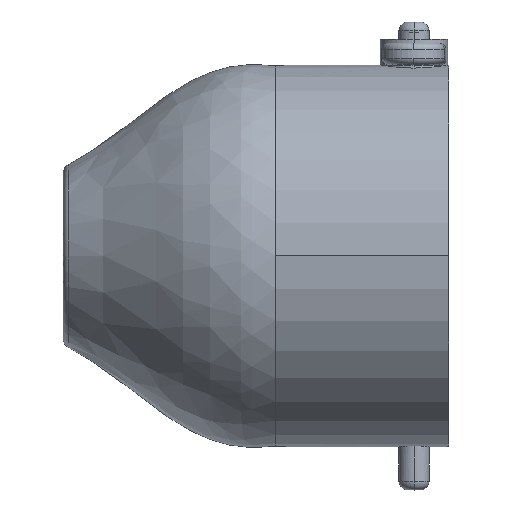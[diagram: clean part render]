
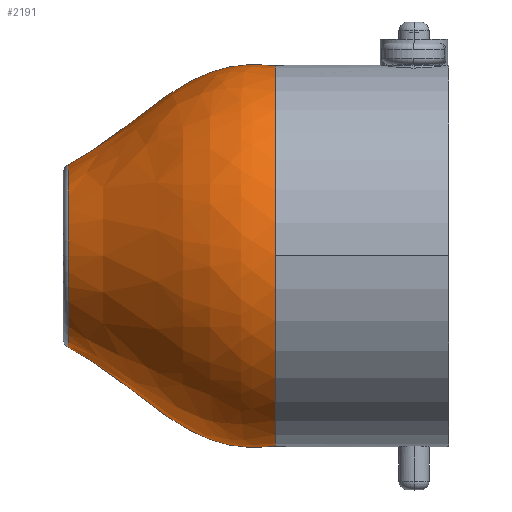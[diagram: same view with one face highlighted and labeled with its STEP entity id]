
A CAD part, top view. The second image highlights one B-rep face of the part: STEP entity #2191.
In plain terms, the highlighted free-form (B-spline) face has degree [3, 3] with [5, 4] control points.
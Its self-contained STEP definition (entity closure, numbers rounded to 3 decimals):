
#39 = VERTEX_POINT ( 'NONE', #2080 ) ;
#58 = CIRCLE ( 'NONE', #675, 21.957 ) ;
#64 = CIRCLE ( 'NONE', #1657, 10.542 ) ;
#92 = VERTEX_POINT ( 'NONE', #640 ) ;
#98 = CARTESIAN_POINT ( 'NONE',  ( -22.455, 11.284, 0. ) ) ;
#171 = CARTESIAN_POINT ( 'NONE',  ( -22.455, -11.284, 0. ) ) ;
#299 = CARTESIAN_POINT ( 'NONE',  ( -23.922, 0., 0. ) ) ;
#348 = B_SPLINE_CURVE_WITH_KNOTS ( 'NONE', 3,
 ( #2508, #664, #1678, #648, #1474 ),
 .UNSPECIFIED., .F., .F.,
 ( 4, 1, 4 ),
 ( 0., 0.541, 0.647 ),
 .UNSPECIFIED. ) ;
#377 = CARTESIAN_POINT ( 'NONE',  ( -14.376, -16.532, 0. ) ) ;
#456 = CARTESIAN_POINT ( 'NONE',  ( 0., -21.957, 43.915 ) ) ;
#519 = DIRECTION ( 'NONE',  ( 1., 0., 0. ) ) ;
#537 = CARTESIAN_POINT ( 'NONE',  ( -23.922, -10.542, 0. ) ) ;
#548 = CARTESIAN_POINT ( 'NONE',  ( -23.922, 10.542, 0. ) ) ;
#566 = ORIENTED_EDGE ( 'NONE', *, *, #810, .T. ) ;
#608 = DIRECTION ( 'NONE',  ( 0., 1., 0. ) ) ;
#640 = CARTESIAN_POINT ( 'NONE',  ( 0., -21.957, 0. ) ) ;
#648 = CARTESIAN_POINT ( 'NONE',  ( -22.455, 11.284, 0. ) ) ;
#664 = CARTESIAN_POINT ( 'NONE',  ( -8.536, 23.125, 0. ) ) ;
#665 =( BOUNDED_SURFACE ( )  B_SPLINE_SURFACE ( 3, 3, ( 
 ( #2507, #2139, #456, #1256 ),
 ( #1272, #2086, #2100, #977 ),
 ( #1951, #1579, #1773, #1140 ),
 ( #98, #769, #2416, #2572 ),
 ( #548, #1990, #1544, #537 ) ),
 .UNSPECIFIED., .F., .F., .F. ) 
 B_SPLINE_SURFACE_WITH_KNOTS ( ( 4, 1, 4 ),
 ( 4, 4 ),
 ( 0., 0.541, 0.647 ),
 ( 0., 1. ),
 .UNSPECIFIED. ) 
 GEOMETRIC_REPRESENTATION_ITEM ( )  RATIONAL_B_SPLINE_SURFACE ( (
 ( 1., 0.333, 0.333, 1.),
 ( 1., 0.333, 0.333, 1.),
 ( 1., 0.333, 0.333, 1.),
 ( 1., 0.333, 0.333, 1.),
 ( 1., 0.333, 0.333, 1.) ) ) 
 REPRESENTATION_ITEM ( '' )  SURFACE ( )  );
#675 = AXIS2_PLACEMENT_3D ( 'NONE', #1006, #2462, #608 ) ;
#744 = EDGE_LOOP ( 'NONE', ( #1905, #2062, #2015, #566 ) ) ;
#749 = DIRECTION ( 'NONE',  ( 0., 1., 0. ) ) ;
#769 = CARTESIAN_POINT ( 'NONE',  ( -22.455, 11.284, 22.568 ) ) ;
#810 = EDGE_CURVE ( 'NONE', #39, #1190, #64, .T. ) ;
#977 = CARTESIAN_POINT ( 'NONE',  ( -8.536, -23.125, 0. ) ) ;
#1006 = CARTESIAN_POINT ( 'NONE',  ( 0., 0., 0. ) ) ;
#1140 = CARTESIAN_POINT ( 'NONE',  ( -14.376, -16.532, 0. ) ) ;
#1190 = VERTEX_POINT ( 'NONE', #2660 ) ;
#1219 = CARTESIAN_POINT ( 'NONE',  ( 0., -21.957, 0. ) ) ;
#1256 = CARTESIAN_POINT ( 'NONE',  ( 0., -21.957, 0. ) ) ;
#1272 = CARTESIAN_POINT ( 'NONE',  ( -8.536, 23.125, 0. ) ) ;
#1361 = EDGE_CURVE ( 'NONE', #92, #1190, #1661, .T. ) ;
#1421 = CARTESIAN_POINT ( 'NONE',  ( -23.922, -10.542, 0. ) ) ;
#1423 = EDGE_CURVE ( 'NONE', #1543, #92, #58, .T. ) ;
#1474 = CARTESIAN_POINT ( 'NONE',  ( -23.922, 10.542, 0. ) ) ;
#1490 = EDGE_CURVE ( 'NONE', #1543, #39, #348, .T. ) ;
#1506 = CARTESIAN_POINT ( 'NONE',  ( 0., 21.957, 0. ) ) ;
#1543 = VERTEX_POINT ( 'NONE', #1506 ) ;
#1544 = CARTESIAN_POINT ( 'NONE',  ( -23.922, -10.542, 21.084 ) ) ;
#1579 = CARTESIAN_POINT ( 'NONE',  ( -14.376, 16.532, 33.064 ) ) ;
#1657 = AXIS2_PLACEMENT_3D ( 'NONE', #299, #519, #749 ) ;
#1661 = B_SPLINE_CURVE_WITH_KNOTS ( 'NONE', 3,
 ( #1219, #2044, #377, #171, #1421 ),
 .UNSPECIFIED., .F., .F.,
 ( 4, 1, 4 ),
 ( 0., 0.541, 0.647 ),
 .UNSPECIFIED. ) ;
#1678 = CARTESIAN_POINT ( 'NONE',  ( -14.376, 16.532, 0. ) ) ;
#1721 = FACE_OUTER_BOUND ( 'NONE', #744, .T. ) ;
#1773 = CARTESIAN_POINT ( 'NONE',  ( -14.376, -16.532, 33.064 ) ) ;
#1905 = ORIENTED_EDGE ( 'NONE', *, *, #1361, .F. ) ;
#1951 = CARTESIAN_POINT ( 'NONE',  ( -14.376, 16.532, 0. ) ) ;
#1990 = CARTESIAN_POINT ( 'NONE',  ( -23.922, 10.542, 21.084 ) ) ;
#2015 = ORIENTED_EDGE ( 'NONE', *, *, #1490, .T. ) ;
#2044 = CARTESIAN_POINT ( 'NONE',  ( -8.536, -23.125, 0. ) ) ;
#2062 = ORIENTED_EDGE ( 'NONE', *, *, #1423, .F. ) ;
#2080 = CARTESIAN_POINT ( 'NONE',  ( -23.922, 10.542, 0. ) ) ;
#2086 = CARTESIAN_POINT ( 'NONE',  ( -8.536, 23.125, 46.25 ) ) ;
#2100 = CARTESIAN_POINT ( 'NONE',  ( -8.536, -23.125, 46.25 ) ) ;
#2139 = CARTESIAN_POINT ( 'NONE',  ( 0., 21.957, 43.915 ) ) ;
#2191 = ADVANCED_FACE ( 'NONE', ( #1721 ), #665, .T. ) ;
#2416 = CARTESIAN_POINT ( 'NONE',  ( -22.455, -11.284, 22.568 ) ) ;
#2462 = DIRECTION ( 'NONE',  ( 1., 0., 0. ) ) ;
#2507 = CARTESIAN_POINT ( 'NONE',  ( 0., 21.957, 0. ) ) ;
#2508 = CARTESIAN_POINT ( 'NONE',  ( 0., 21.957, 0. ) ) ;
#2572 = CARTESIAN_POINT ( 'NONE',  ( -22.455, -11.284, 0. ) ) ;
#2660 = CARTESIAN_POINT ( 'NONE',  ( -23.922, -10.542, 0. ) ) ;
